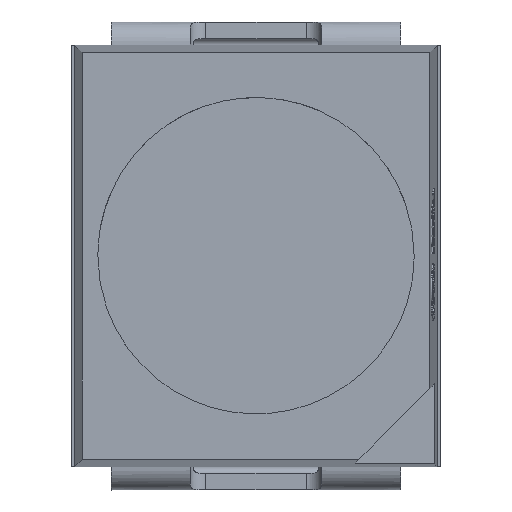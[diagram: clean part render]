
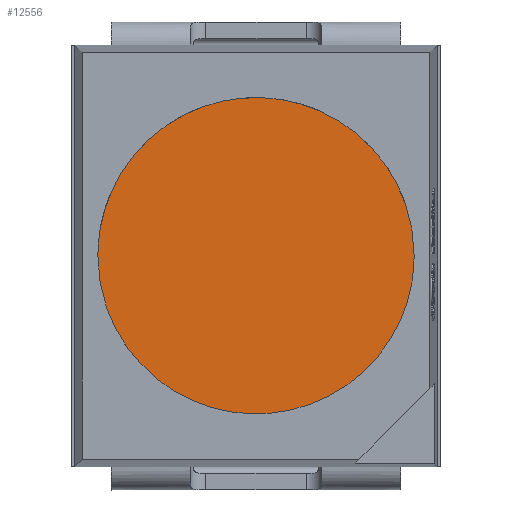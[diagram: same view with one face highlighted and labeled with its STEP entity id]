
A CAD part, top view. The second image highlights one B-rep face of the part: STEP entity #12556.
In plain terms, the highlighted planar face has unit normal (0, 0, 1).
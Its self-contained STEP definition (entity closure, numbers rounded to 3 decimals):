
#7 = CARTESIAN_POINT ( 'NONE',  ( 0.189, 1.189, -0.021 ) ) ;
#352 = CARTESIAN_POINT ( 'NONE',  ( -1.055, 0.596, -0.021 ) ) ;
#374 = AXIS2_PLACEMENT_3D ( 'NONE', #2101, #6578, #6502 ) ;
#679 = CARTESIAN_POINT ( 'NONE',  ( -1.083, -0.517, -0.021 ) ) ;
#746 = CARTESIAN_POINT ( 'NONE',  ( -1.172, -0.301, -0.021 ) ) ;
#976 = CARTESIAN_POINT ( 'NONE',  ( -0.37, -1.142, -0.021 ) ) ;
#1211 = CARTESIAN_POINT ( 'NONE',  ( -1.159, 0.317, -0.021 ) ) ;
#1488 = CARTESIAN_POINT ( 'NONE',  ( -0.79, 0.907, -0.021 ) ) ;
#1553 = CARTESIAN_POINT ( 'NONE',  ( 0.731, 0.966, -0.021 ) ) ;
#1691 = CARTESIAN_POINT ( 'NONE',  ( 0.695, -0.984, -0.021 ) ) ;
#2101 = CARTESIAN_POINT ( 'NONE',  ( -1.224, -1.224, -0.021 ) ) ;
#2183 = CARTESIAN_POINT ( 'NONE',  ( 0.422, 1.123, -0.021 ) ) ;
#2256 = CARTESIAN_POINT ( 'NONE',  ( 1.1, 0.48, -0.021 ) ) ;
#2322 = VERTEX_POINT ( 'NONE', #3202 ) ;
#2343 = CARTESIAN_POINT ( 'NONE',  ( -0.572, 1.056, -0.021 ) ) ;
#2682 = CARTESIAN_POINT ( 'NONE',  ( 1.2, -0.077, -0.021 ) ) ;
#3077 = CARTESIAN_POINT ( 'NONE',  ( 0.3, -1.172, -0.021 ) ) ;
#3124 = B_SPLINE_CURVE_WITH_KNOTS ( 'NONE', 3,
 ( #8320, #3541, #8244, #7235, #2256, #5015, #7990, #3862, #5701, #1553, #13617, #2183, #12517, #6813, #11696, #7, #11337, #10306, #9184, #11762, #10561, #9106, #2343, #12774, #1488, #6898, #352, #11418, #12842, #14651, #1211, #4932, #5770, #9459 ),
 .UNSPECIFIED., .F., .F.,
 ( 4, 2, 2, 1, 1, 2, 2, 2, 1, 1, 2, 2, 2, 1, 1, 2, 2, 2, 1, 1, 4 ),
 ( 0., 0., 0.001, 0.001, 0.001, 0.001, 0.001, 0.001, 0.002, 0.002, 0.002, 0.002, 0.002, 0.002, 0.003, 0.003, 0.003, 0.003, 0.003, 0.004, 0.004 ),
 .UNSPECIFIED. ) ;
#3202 = CARTESIAN_POINT ( 'NONE',  ( -1.2, 0., -0.021 ) ) ;
#3484 = EDGE_LOOP ( 'NONE', ( #13200, #12267 ) ) ;
#3541 = CARTESIAN_POINT ( 'NONE',  ( 1.2, 0.153, -0.021 ) ) ;
#3711 = CARTESIAN_POINT ( 'NONE',  ( 1.055, -0.596, -0.021 ) ) ;
#3862 = CARTESIAN_POINT ( 'NONE',  ( 0.984, 0.695, -0.021 ) ) ;
#4104 = CARTESIAN_POINT ( 'NONE',  ( -0.076, -1.2, -0.021 ) ) ;
#4211 = EDGE_CURVE ( 'NONE', #2322, #10593, #9015, .T. ) ;
#4333 = CARTESIAN_POINT ( 'NONE',  ( 0.517, -1.083, -0.021 ) ) ;
#4932 = CARTESIAN_POINT ( 'NONE',  ( -1.189, 0.189, -0.021 ) ) ;
#5015 = CARTESIAN_POINT ( 'NONE',  ( 1.083, 0.517, -0.021 ) ) ;
#5081 = CARTESIAN_POINT ( 'NONE',  ( 1.189, -0.189, -0.021 ) ) ;
#5260 = CARTESIAN_POINT ( 'NONE',  ( -0.422, -1.123, -0.021 ) ) ;
#5701 = CARTESIAN_POINT ( 'NONE',  ( 0.907, 0.79, -0.021 ) ) ;
#5770 = CARTESIAN_POINT ( 'NONE',  ( -1.2, 0.077, -0.021 ) ) ;
#6038 = CARTESIAN_POINT ( 'NONE',  ( 0.79, -0.907, -0.021 ) ) ;
#6147 = PLANE ( 'NONE',  #374 ) ;
#6318 = CARTESIAN_POINT ( 'NONE',  ( 1.159, -0.317, -0.021 ) ) ;
#6502 = DIRECTION ( 'NONE',  ( 1., 0., 0. ) ) ;
#6578 = DIRECTION ( 'NONE',  ( 0., 0., 1. ) ) ;
#6585 = CARTESIAN_POINT ( 'NONE',  ( -0.984, -0.695, -0.021 ) ) ;
#6813 = CARTESIAN_POINT ( 'NONE',  ( 0.37, 1.142, -0.021 ) ) ;
#6898 = CARTESIAN_POINT ( 'NONE',  ( -0.966, 0.731, -0.021 ) ) ;
#7160 = CARTESIAN_POINT ( 'NONE',  ( 0.966, -0.731, -0.021 ) ) ;
#7235 = CARTESIAN_POINT ( 'NONE',  ( 1.109, 0.459, -0.021 ) ) ;
#7292 = CARTESIAN_POINT ( 'NONE',  ( 1.142, -0.371, -0.021 ) ) ;
#7422 = CARTESIAN_POINT ( 'NONE',  ( 1.129, -0.406, -0.021 ) ) ;
#7454 = CARTESIAN_POINT ( 'NONE',  ( -0.596, -1.055, -0.021 ) ) ;
#7612 = CARTESIAN_POINT ( 'NONE',  ( 0.48, -1.1, -0.021 ) ) ;
#7687 = CARTESIAN_POINT ( 'NONE',  ( -1.1, -0.48, -0.021 ) ) ;
#7752 = CARTESIAN_POINT ( 'NONE',  ( -0.731, -0.966, -0.021 ) ) ;
#7990 = CARTESIAN_POINT ( 'NONE',  ( 1.056, 0.572, -0.021 ) ) ;
#8244 = CARTESIAN_POINT ( 'NONE',  ( 1.172, 0.301, -0.021 ) ) ;
#8320 = CARTESIAN_POINT ( 'NONE',  ( 1.2, 0., -0.021 ) ) ;
#8345 = FACE_OUTER_BOUND ( 'NONE', #3484, .T. ) ;
#8570 = CARTESIAN_POINT ( 'NONE',  ( -1.2, -0.153, -0.021 ) ) ;
#8640 = CARTESIAN_POINT ( 'NONE',  ( 0.459, -1.109, -0.021 ) ) ;
#8721 = CARTESIAN_POINT ( 'NONE',  ( -1.109, -0.459, -0.021 ) ) ;
#8869 = CARTESIAN_POINT ( 'NONE',  ( 0.572, -1.056, -0.021 ) ) ;
#9015 = B_SPLINE_CURVE_WITH_KNOTS ( 'NONE', 3,
 ( #10882, #8570, #746, #8721, #7687, #679, #13086, #6585, #13236, #7752, #7454, #5260, #14276, #976, #11109, #11180, #4104, #14497, #3077, #8640, #7612, #4333, #8869, #1691, #6038, #7160, #3711, #14087, #7422, #7292, #6318, #5081, #2682, #12836 ),
 .UNSPECIFIED., .F., .F.,
 ( 4, 2, 2, 1, 1, 2, 2, 2, 1, 1, 2, 2, 2, 1, 1, 2, 2, 2, 1, 1, 4 ),
 ( 0., 0., 0.001, 0.001, 0.001, 0.001, 0.001, 0.001, 0.002, 0.002, 0.002, 0.002, 0.002, 0.002, 0.003, 0.003, 0.003, 0.003, 0.003, 0.004, 0.004 ),
 .UNSPECIFIED. ) ;
#9106 = CARTESIAN_POINT ( 'NONE',  ( -0.517, 1.083, -0.021 ) ) ;
#9184 = CARTESIAN_POINT ( 'NONE',  ( -0.3, 1.172, -0.021 ) ) ;
#9459 = CARTESIAN_POINT ( 'NONE',  ( -1.2, 0., -0.021 ) ) ;
#10306 = CARTESIAN_POINT ( 'NONE',  ( -0.153, 1.2, -0.021 ) ) ;
#10561 = CARTESIAN_POINT ( 'NONE',  ( -0.48, 1.1, -0.021 ) ) ;
#10593 = VERTEX_POINT ( 'NONE', #12751 ) ;
#10882 = CARTESIAN_POINT ( 'NONE',  ( -1.2, 0., -0.021 ) ) ;
#11102 = EDGE_CURVE ( 'NONE', #10593, #2322, #3124, .T. ) ;
#11109 = CARTESIAN_POINT ( 'NONE',  ( -0.316, -1.159, -0.021 ) ) ;
#11180 = CARTESIAN_POINT ( 'NONE',  ( -0.189, -1.189, -0.021 ) ) ;
#11337 = CARTESIAN_POINT ( 'NONE',  ( 0.076, 1.2, -0.021 ) ) ;
#11418 = CARTESIAN_POINT ( 'NONE',  ( -1.123, 0.422, -0.021 ) ) ;
#11696 = CARTESIAN_POINT ( 'NONE',  ( 0.316, 1.159, -0.021 ) ) ;
#11762 = CARTESIAN_POINT ( 'NONE',  ( -0.459, 1.109, -0.021 ) ) ;
#12267 = ORIENTED_EDGE ( 'NONE', *, *, #4211, .T. ) ;
#12517 = CARTESIAN_POINT ( 'NONE',  ( 0.406, 1.129, -0.021 ) ) ;
#12556 = ADVANCED_FACE ( 'NONE', ( #8345 ), #6147, .T. ) ;
#12751 = CARTESIAN_POINT ( 'NONE',  ( 1.2, 0., -0.021 ) ) ;
#12774 = CARTESIAN_POINT ( 'NONE',  ( -0.695, 0.984, -0.021 ) ) ;
#12836 = CARTESIAN_POINT ( 'NONE',  ( 1.2, 0., -0.021 ) ) ;
#12842 = CARTESIAN_POINT ( 'NONE',  ( -1.129, 0.406, -0.021 ) ) ;
#13086 = CARTESIAN_POINT ( 'NONE',  ( -1.056, -0.572, -0.021 ) ) ;
#13200 = ORIENTED_EDGE ( 'NONE', *, *, #11102, .T. ) ;
#13236 = CARTESIAN_POINT ( 'NONE',  ( -0.907, -0.79, -0.021 ) ) ;
#13617 = CARTESIAN_POINT ( 'NONE',  ( 0.596, 1.055, -0.021 ) ) ;
#14087 = CARTESIAN_POINT ( 'NONE',  ( 1.123, -0.422, -0.021 ) ) ;
#14276 = CARTESIAN_POINT ( 'NONE',  ( -0.406, -1.129, -0.021 ) ) ;
#14497 = CARTESIAN_POINT ( 'NONE',  ( 0.153, -1.2, -0.021 ) ) ;
#14651 = CARTESIAN_POINT ( 'NONE',  ( -1.142, 0.371, -0.021 ) ) ;
